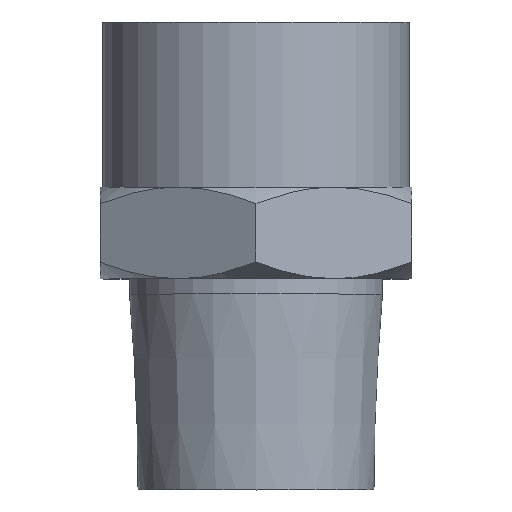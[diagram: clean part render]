
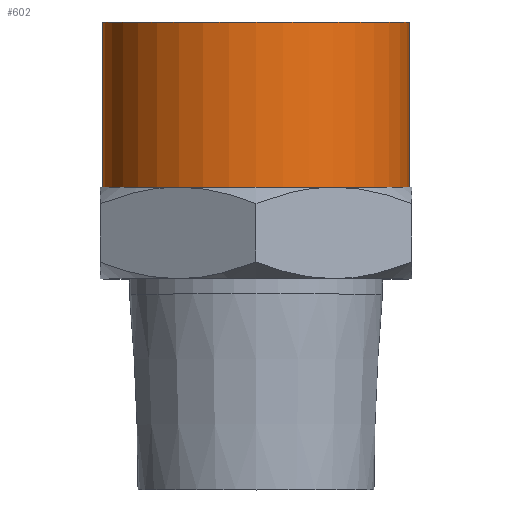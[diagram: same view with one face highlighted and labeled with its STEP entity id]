
A CAD part, top view. The second image highlights one B-rep face of the part: STEP entity #602.
In plain terms, the highlighted cylindrical face has radius 8.375 mm (diameter 16.75 mm), a full revolution.
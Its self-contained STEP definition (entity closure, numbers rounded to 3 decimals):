
#56=CYLINDRICAL_SURFACE('',#648,8.375);
#82=ORIENTED_EDGE('',*,*,#188,.T.);
#83=ORIENTED_EDGE('',*,*,#187,.F.);
#187=EDGE_CURVE('',#240,#240,#275,.T.);
#188=EDGE_CURVE('',#241,#241,#276,.T.);
#240=VERTEX_POINT('',#826);
#241=VERTEX_POINT('',#829);
#275=CIRCLE('',#647,8.375);
#276=CIRCLE('',#649,8.375);
#294=EDGE_LOOP('',(#82));
#295=EDGE_LOOP('',(#83));
#336=FACE_BOUND('',#294,.T.);
#337=FACE_BOUND('',#295,.T.);
#602=ADVANCED_FACE('',(#336,#337),#56,.T.);
#647=AXIS2_PLACEMENT_3D('',#825,#715,#716);
#648=AXIS2_PLACEMENT_3D('',#827,#717,#718);
#649=AXIS2_PLACEMENT_3D('',#828,#719,#720);
#715=DIRECTION('',(0.,-1.,0.));
#716=DIRECTION('',(1.,0.,0.));
#717=DIRECTION('',(0.,-1.,0.));
#718=DIRECTION('',(0.,0.,-1.));
#719=DIRECTION('',(0.,-1.,0.));
#720=DIRECTION('',(1.,0.,0.));
#825=CARTESIAN_POINT('',(0.,0.,0.));
#826=CARTESIAN_POINT('',(8.375,0.,0.));
#827=CARTESIAN_POINT('',(0.,9.,0.));
#828=CARTESIAN_POINT('',(0.,9.,0.));
#829=CARTESIAN_POINT('',(8.375,9.,0.));
